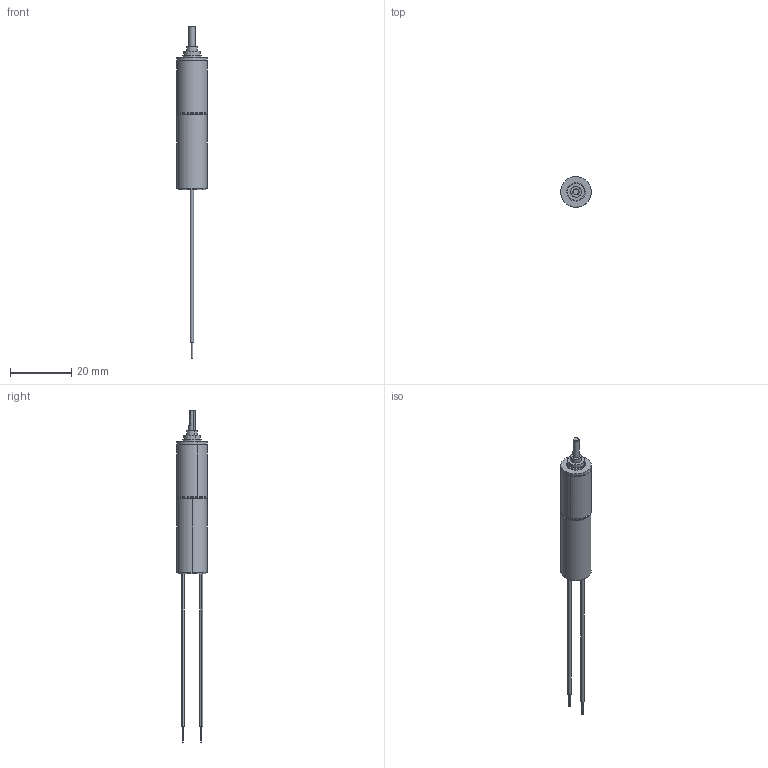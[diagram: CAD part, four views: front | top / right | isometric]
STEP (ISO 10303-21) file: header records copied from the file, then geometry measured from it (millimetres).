
FILE_DESCRIPTION (( 'STEP AP203' ), '1' );
FILE_NAME ('DCU10025+PG10C-0256-NEW.STEP', '2022-06-09T05:05:30', ( '88' ), ( '' ), 'SwSTEP 2.0', 'SolidWorks 2014', '' );
FILE_SCHEMA (( 'CONFIG_CONTROL_DESIGN' ));
Length unit declared in the file: millimetre
Products named in the file (1): DCU10025+PG10C-0256-NEW
Bounding box: 10 x 10 x 108.55 mm (x, y, z)
Surface area: 2025.5 mm2 (no closed solid volume)
Topology: 0 solids, 3 shells, 64 faces, 131 edges, 82 vertices
Faces by surface type: cylinder 34, plane 17, cone 13
Entity records: 1779 total; most frequent: DIRECTION 338, CARTESIAN_POINT 284, ORIENTED_EDGE 256, AXIS2_PLACEMENT_3D 144, EDGE_CURVE 131, VERTEX_POINT 82, CIRCLE 79, EDGE_LOOP 76
